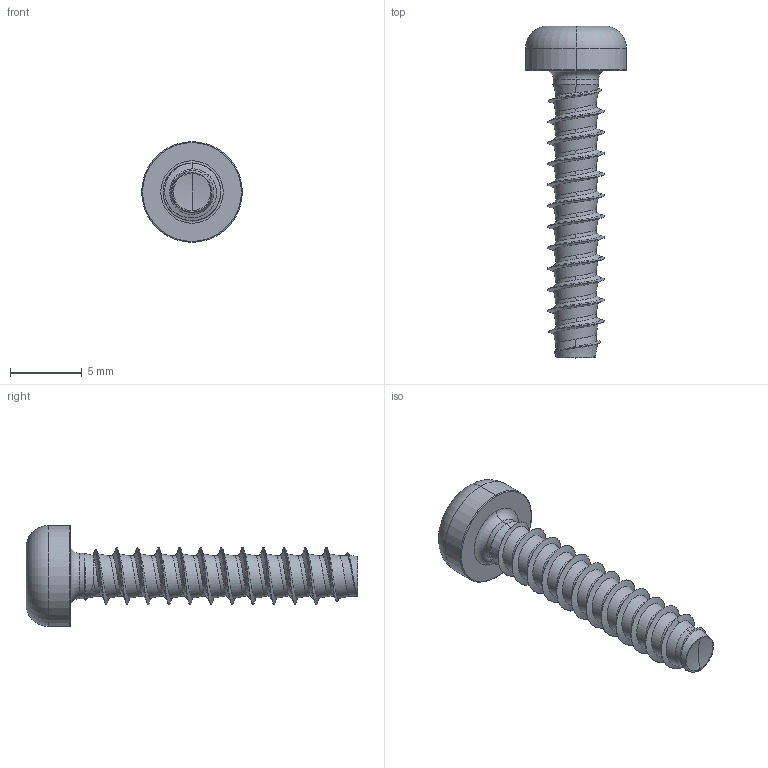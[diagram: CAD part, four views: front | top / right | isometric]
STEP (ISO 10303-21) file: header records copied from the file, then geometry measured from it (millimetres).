
FILE_DESCRIPTION (( 'STEP AP203' ), '1' );
FILE_NAME ('STP420400200.STEP', '2017-08-16T14:59:48', ( '' ), ( '' ), 'SwSTEP 2.0', 'SolidWorks 2015', '' );
FILE_SCHEMA (( 'CONFIG_CONTROL_DESIGN' ));
Length unit declared in the file: millimetre
Products named in the file (1): STP420400200
Bounding box: 7 x 23.09 x 7 mm (x, y, z)
Volume: 239.7 mm3; surface area: 446 mm2
Topology: 1 solids, 1 shells, 112 faces, 276 edges, 168 vertices
Faces by surface type: cylinder 52, bspline 35, cone 10, torus 10, plane 3, sphere 2
Entity records: 22836 total; most frequent: CARTESIAN_POINT 20509, ORIENTED_EDGE 552, DIRECTION 360, EDGE_CURVE 276, VERTEX_POINT 168, AXIS2_PLACEMENT_3D 147, B_SPLINE_CURVE_WITH_KNOTS 115, EDGE_LOOP 114
